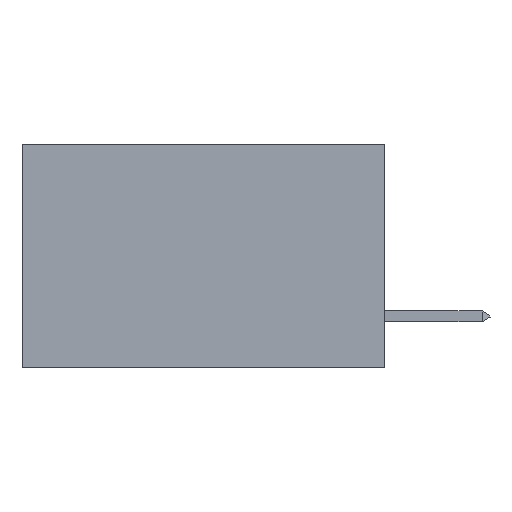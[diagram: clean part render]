
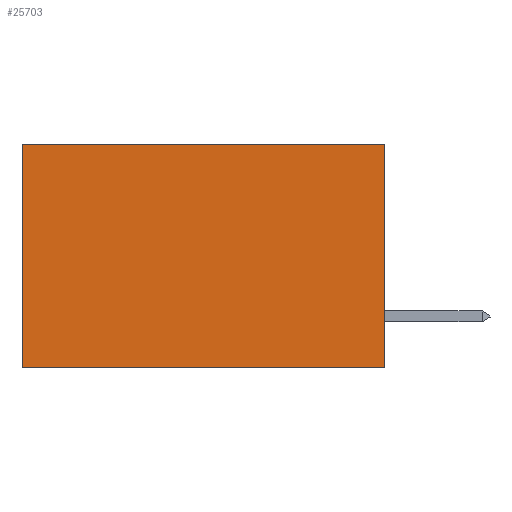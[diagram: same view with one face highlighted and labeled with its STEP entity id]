
A CAD part, left-side view. The second image highlights one B-rep face of the part: STEP entity #25703.
In plain terms, the highlighted planar face has unit normal (-1, 0, 0).
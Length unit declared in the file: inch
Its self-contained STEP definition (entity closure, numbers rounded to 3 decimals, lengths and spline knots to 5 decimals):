
#53 = EDGE_LOOP ( 'NONE', ( #40835, #30112, #14140, #1251 ) ) ;
#338 = DIRECTION ( 'NONE',  ( 0., 0., -1. ) ) ;
#416 = LINE ( 'NONE', #11145, #33468 ) ;
#870 = CARTESIAN_POINT ( 'NONE',  ( 0.2875, 0.6, -0.37 ) ) ;
#1251 = ORIENTED_EDGE ( 'NONE', *, *, #16510, .T. ) ;
#1629 = DIRECTION ( 'NONE',  ( 0., 1., 0. ) ) ;
#2182 = VERTEX_POINT ( 'NONE', #870 ) ;
#2877 = PLANE ( 'NONE',  #3814 ) ;
#3325 = VECTOR ( 'NONE', #5748, 39.37008 ) ;
#3814 = AXIS2_PLACEMENT_3D ( 'NONE', #16263, #19458, #338 ) ;
#5081 = EDGE_CURVE ( 'NONE', #12140, #2182, #37325, .T. ) ;
#5748 = DIRECTION ( 'NONE',  ( 0., 0., -1. ) ) ;
#6070 = VECTOR ( 'NONE', #35452, 39.37008 ) ;
#6505 = CARTESIAN_POINT ( 'NONE',  ( 0.2875, 0.6, 0. ) ) ;
#6999 = FACE_OUTER_BOUND ( 'NONE', #53, .T. ) ;
#9346 = EDGE_CURVE ( 'NONE', #24176, #13823, #20472, .T. ) ;
#11145 = CARTESIAN_POINT ( 'NONE',  ( 0.2875, 0., -0.37 ) ) ;
#12140 = VERTEX_POINT ( 'NONE', #6505 ) ;
#13285 = CARTESIAN_POINT ( 'NONE',  ( 0.2875, 0.6, 0. ) ) ;
#13823 = VERTEX_POINT ( 'NONE', #28223 ) ;
#14140 = ORIENTED_EDGE ( 'NONE', *, *, #9346, .F. ) ;
#14559 = LINE ( 'NONE', #28978, #6070 ) ;
#16263 = CARTESIAN_POINT ( 'NONE',  ( 0.2875, 0., 0. ) ) ;
#16510 = EDGE_CURVE ( 'NONE', #24176, #12140, #14559, .T. ) ;
#17273 = DIRECTION ( 'NONE',  ( 0., 0., -1. ) ) ;
#19450 = VECTOR ( 'NONE', #17273, 39.37008 ) ;
#19458 = DIRECTION ( 'NONE',  ( 1., 0., 0. ) ) ;
#20472 = LINE ( 'NONE', #23630, #19450 ) ;
#23630 = CARTESIAN_POINT ( 'NONE',  ( 0.2875, 0., 0. ) ) ;
#24176 = VERTEX_POINT ( 'NONE', #36833 ) ;
#25703 = ADVANCED_FACE ( 'NONE', ( #6999 ), #2877, .F. ) ;
#28223 = CARTESIAN_POINT ( 'NONE',  ( 0.2875, 0., -0.37 ) ) ;
#28978 = CARTESIAN_POINT ( 'NONE',  ( 0.2875, 0., 0. ) ) ;
#30112 = ORIENTED_EDGE ( 'NONE', *, *, #32602, .F. ) ;
#32602 = EDGE_CURVE ( 'NONE', #13823, #2182, #416, .T. ) ;
#33468 = VECTOR ( 'NONE', #1629, 39.37008 ) ;
#35452 = DIRECTION ( 'NONE',  ( 0., 1., 0. ) ) ;
#36833 = CARTESIAN_POINT ( 'NONE',  ( 0.2875, 0., 0. ) ) ;
#37325 = LINE ( 'NONE', #13285, #3325 ) ;
#40835 = ORIENTED_EDGE ( 'NONE', *, *, #5081, .T. ) ;
